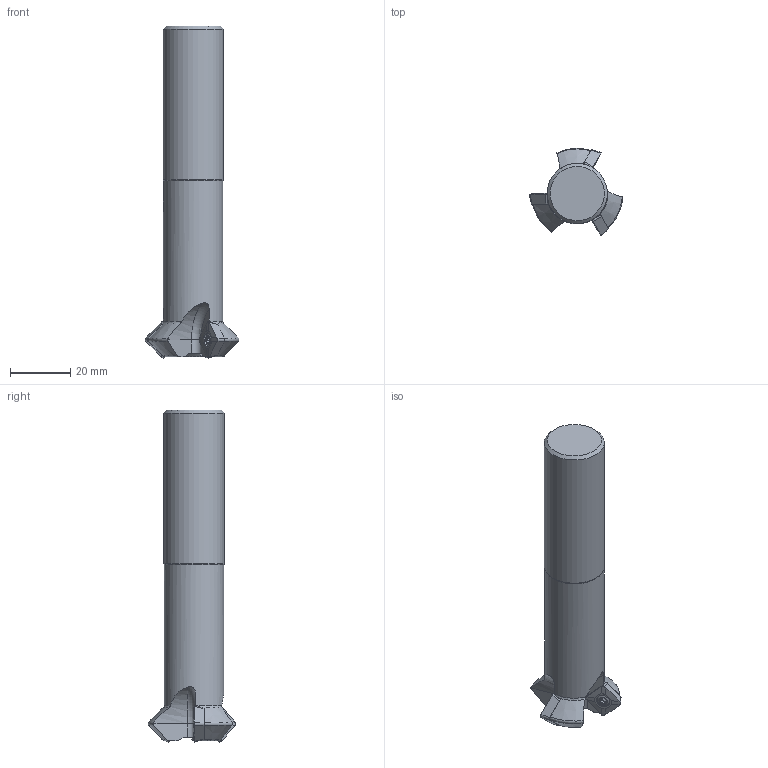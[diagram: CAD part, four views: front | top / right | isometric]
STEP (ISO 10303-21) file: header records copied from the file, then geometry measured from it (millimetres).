
FILE_DESCRIPTION(/* description */ (''),/* implementation_level */ '2;1');
FILE_NAME(/* name */ '1562586676902.stp',/* time_stamp */ '2019-07-08T17:21:28+06:00',/* author */ (''),/* organization */ ('SMS'),/* preprocessor_version */ 'ST-DEVELOPER v15',/* originating_system */ 'SIEMENS PLM Software NX 8.5',/* authorisation */ '');
FILE_SCHEMA (('AUTOMOTIVE_DESIGN { 1 0 10303 214 3 1 1 1 }'));
Length unit declared in the file: millimetre
Products named in the file (4): ASSEMBLY_CONSTRUCTION; 202410841mod000_00; 202441022mod000_00; 202441103mod000_00
Assembly tree (5 placements, depth 2):
  202441103mod000_00
    202441022mod000_00
    202410841mod000_00  x3
    ASSEMBLY_CONSTRUCTION
Bounding box: 31.11 x 29 x 110 mm (x, y, z)
Volume: 33186.5 mm3; surface area: 8891.8 mm2
Topology: 4 solids, 4 shells, 264 faces, 712 edges, 474 vertices
Faces by surface type: plane 98, bspline 45, extrusion 39, cone 37, torus 28, cylinder 14, sphere 3
Full cylindrical faces by diameter (mm): 2.7 x3, 3.4 x3, 4.2 x3, 19.705 x1, 19.994 x1
Entity records: 10707 total; most frequent: CARTESIAN_POINT 5438, ORIENTED_EDGE 1110, DIRECTION 931, EDGE_CURVE 555, AXIS2_PLACEMENT_3D 377, VERTEX_POINT 371, B_SPLINE_CURVE_WITH_KNOTS 256, EDGE_LOOP 251
